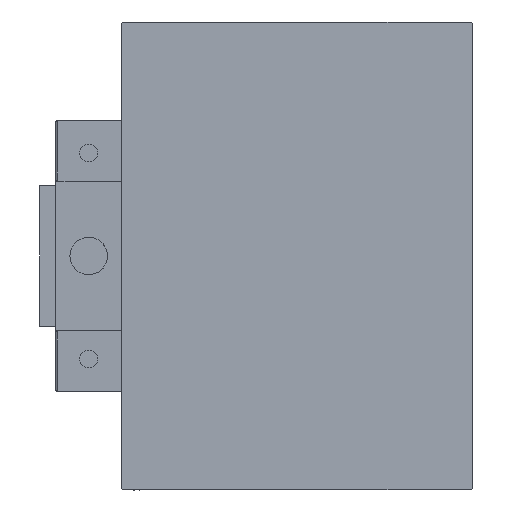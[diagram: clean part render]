
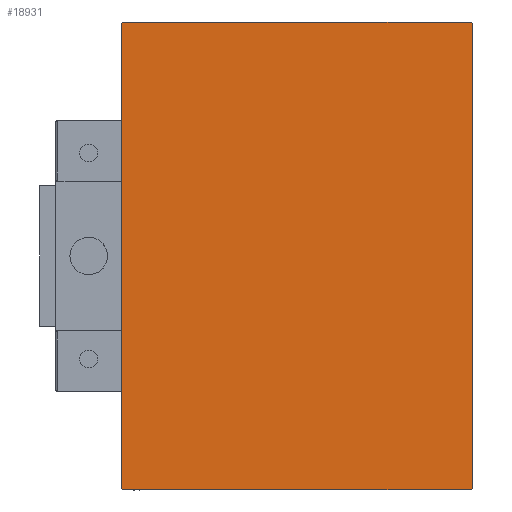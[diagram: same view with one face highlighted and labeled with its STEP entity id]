
A CAD part, left-side view. The second image highlights one B-rep face of the part: STEP entity #18931.
In plain terms, the highlighted face is planar.
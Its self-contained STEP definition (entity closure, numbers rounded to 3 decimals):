
#406 = AXIS2_PLACEMENT_3D ( 'NONE', #19019, #7449, #3413 ) ;
#1233 = EDGE_LOOP ( 'NONE', ( #48946, #8156, #19923, #28533, #36302, #36550, #35554, #48722 ) ) ;
#1430 = LINE ( 'NONE', #16306, #12145 ) ;
#1599 = EDGE_CURVE ( 'NONE', #18486, #24964, #15838, .T. ) ;
#1625 = DIRECTION ( 'NONE',  ( 0., -0.707, 0.707 ) ) ;
#3175 = CARTESIAN_POINT ( 'NONE',  ( 98., -37.2, 50. ) ) ;
#3205 = CARTESIAN_POINT ( 'NONE',  ( 98., -37.5, -50. ) ) ;
#3413 = DIRECTION ( 'NONE',  ( 0., 0., -1. ) ) ;
#4089 = CARTESIAN_POINT ( 'NONE',  ( 98., 37.5, 49.7 ) ) ;
#5224 = DIRECTION ( 'NONE',  ( 0., -1., 0. ) ) ;
#5383 = CARTESIAN_POINT ( 'NONE',  ( 98., 37.5, -50. ) ) ;
#7195 = FACE_OUTER_BOUND ( 'NONE', #1233, .T. ) ;
#7449 = DIRECTION ( 'NONE',  ( 1., 0., 0. ) ) ;
#7746 = VERTEX_POINT ( 'NONE', #40622 ) ;
#8156 = ORIENTED_EDGE ( 'NONE', *, *, #34776, .T. ) ;
#9372 = EDGE_CURVE ( 'NONE', #33335, #13998, #31999, .T. ) ;
#9689 = CARTESIAN_POINT ( 'NONE',  ( 98., 37.2, -50. ) ) ;
#11904 = EDGE_CURVE ( 'NONE', #30591, #46436, #24045, .T. ) ;
#12145 = VECTOR ( 'NONE', #5224, 1000. ) ;
#13015 = VECTOR ( 'NONE', #20724, 1000. ) ;
#13998 = VERTEX_POINT ( 'NONE', #21320 ) ;
#15239 = PLANE ( 'NONE',  #406 ) ;
#15838 = LINE ( 'NONE', #27659, #21812 ) ;
#16306 = CARTESIAN_POINT ( 'NONE',  ( 98., 37.5, 50. ) ) ;
#16327 = VECTOR ( 'NONE', #16619, 1000. ) ;
#16415 = DIRECTION ( 'NONE',  ( 0., 0., -1. ) ) ;
#16519 = CARTESIAN_POINT ( 'NONE',  ( 98., -37.2, -50. ) ) ;
#16619 = DIRECTION ( 'NONE',  ( 0., -0.707, -0.707 ) ) ;
#18486 = VERTEX_POINT ( 'NONE', #18571 ) ;
#18571 = CARTESIAN_POINT ( 'NONE',  ( 98., -37.5, -49.7 ) ) ;
#18931 = ADVANCED_FACE ( 'NONE', ( #7195 ), #15239, .T. ) ;
#19019 = CARTESIAN_POINT ( 'NONE',  ( 98., 0., 0. ) ) ;
#19923 = ORIENTED_EDGE ( 'NONE', *, *, #42170, .T. ) ;
#20724 = DIRECTION ( 'NONE',  ( 0., 0., 1. ) ) ;
#21125 = VECTOR ( 'NONE', #45530, 1000. ) ;
#21320 = CARTESIAN_POINT ( 'NONE',  ( 98., -37.5, 49.7 ) ) ;
#21812 = VECTOR ( 'NONE', #35237, 1000. ) ;
#24045 = LINE ( 'NONE', #35893, #26882 ) ;
#24328 = VERTEX_POINT ( 'NONE', #9689 ) ;
#24841 = VECTOR ( 'NONE', #16415, 1000. ) ;
#24964 = VERTEX_POINT ( 'NONE', #16519 ) ;
#26882 = VECTOR ( 'NONE', #1625, 1000. ) ;
#27659 = CARTESIAN_POINT ( 'NONE',  ( 98., -43.6, -43.6 ) ) ;
#28533 = ORIENTED_EDGE ( 'NONE', *, *, #11904, .T. ) ;
#28790 = LINE ( 'NONE', #5383, #13015 ) ;
#30591 = VERTEX_POINT ( 'NONE', #4089 ) ;
#31050 = LINE ( 'NONE', #31296, #24841 ) ;
#31296 = CARTESIAN_POINT ( 'NONE',  ( 98., -37.5, 50. ) ) ;
#31431 = EDGE_CURVE ( 'NONE', #13998, #18486, #31050, .T. ) ;
#31999 = LINE ( 'NONE', #35764, #16327 ) ;
#33335 = VERTEX_POINT ( 'NONE', #3175 ) ;
#33416 = CARTESIAN_POINT ( 'NONE',  ( 98., 37.2, 50. ) ) ;
#34776 = EDGE_CURVE ( 'NONE', #24328, #7746, #48146, .T. ) ;
#35237 = DIRECTION ( 'NONE',  ( 0., 0.707, -0.707 ) ) ;
#35554 = ORIENTED_EDGE ( 'NONE', *, *, #31431, .T. ) ;
#35764 = CARTESIAN_POINT ( 'NONE',  ( 98., -43.6, 43.6 ) ) ;
#35893 = CARTESIAN_POINT ( 'NONE',  ( 98., 43.6, 43.6 ) ) ;
#36246 = EDGE_CURVE ( 'NONE', #46436, #33335, #1430, .T. ) ;
#36302 = ORIENTED_EDGE ( 'NONE', *, *, #36246, .T. ) ;
#36307 = DIRECTION ( 'NONE',  ( 0., 0.707, 0.707 ) ) ;
#36550 = ORIENTED_EDGE ( 'NONE', *, *, #9372, .T. ) ;
#36804 = CARTESIAN_POINT ( 'NONE',  ( 98., 43.6, -43.6 ) ) ;
#37725 = LINE ( 'NONE', #3205, #21125 ) ;
#40622 = CARTESIAN_POINT ( 'NONE',  ( 98., 37.5, -49.7 ) ) ;
#42170 = EDGE_CURVE ( 'NONE', #7746, #30591, #28790, .T. ) ;
#43452 = VECTOR ( 'NONE', #36307, 1000. ) ;
#43728 = EDGE_CURVE ( 'NONE', #24964, #24328, #37725, .T. ) ;
#45530 = DIRECTION ( 'NONE',  ( 0., 1., 0. ) ) ;
#46436 = VERTEX_POINT ( 'NONE', #33416 ) ;
#48146 = LINE ( 'NONE', #36804, #43452 ) ;
#48722 = ORIENTED_EDGE ( 'NONE', *, *, #1599, .T. ) ;
#48946 = ORIENTED_EDGE ( 'NONE', *, *, #43728, .T. ) ;
